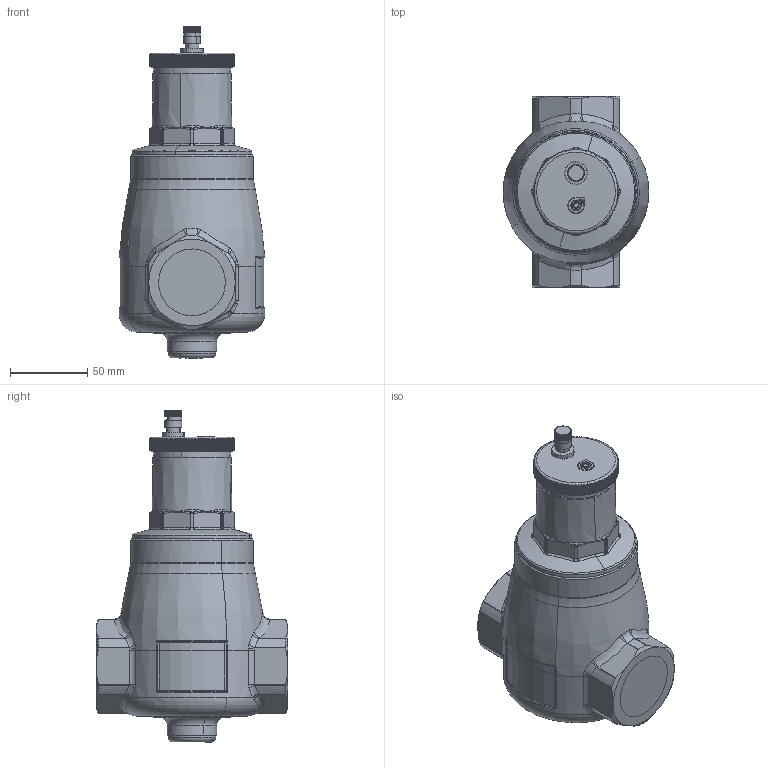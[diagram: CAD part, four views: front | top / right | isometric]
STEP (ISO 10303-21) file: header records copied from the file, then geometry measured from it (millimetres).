
FILE_DESCRIPTION(('CATIA V5 STEP Exchange','CAx-IF Rec.Pracs.--- Model Styling and Organization---1.4--- 2014-01-23','CAx-IF Rec.Pracs.---3D Tessellated Data Validation Properties---0.5---2014-09-14'),'2;1');
FILE_NAME('STEP_251007_-_TST.stp','2021-03-22T09:58:04+00:00',('none'),('none'),'CATIA Version 5-6 Release 2019 SP3','CATIA V5 STEP AP242 v1','none');
FILE_SCHEMA(('AP242_MANAGED_MODEL_BASED_3D_ENGINEERING_MIM_LF {1 0 10303 442 1 1 4}'));
Products named in the file (1): 551007 - TST
Bounding box: 94.4 x 124 x 215 mm (x, y, z)
Volume: 339688.2 mm3; surface area: 141055.3 mm2
Topology: 12 solids, 12 shells, 1320 faces, 3419 edges, 2126 vertices
Faces by surface type: cylinder 463, plane 367, bspline 253, cone 111, torus 107, sphere 13, revolution 6
Entity records: 53626 total; most frequent: CARTESIAN_POINT 26959, ORIENTED_EDGE 6788, EDGE_CURVE 3394, DIRECTION 3390, VERTEX_POINT 2126, AXIS2_PLACEMENT_3D 1571, B_SPLINE_CURVE_WITH_KNOTS 1558, EDGE_LOOP 1366
